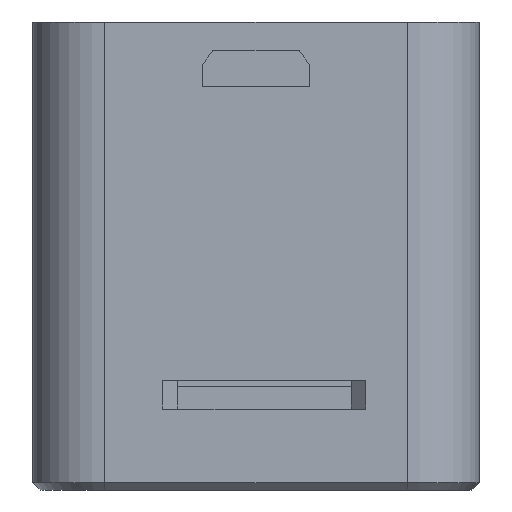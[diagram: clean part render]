
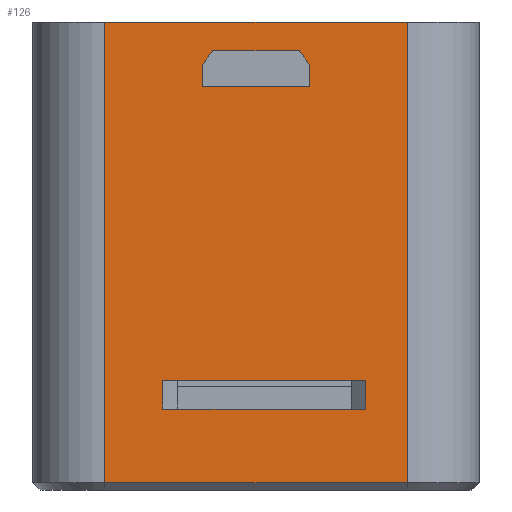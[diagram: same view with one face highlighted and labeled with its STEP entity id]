
A CAD part, front view. The second image highlights one B-rep face of the part: STEP entity #126.
In plain terms, the highlighted planar face has unit normal (0, -1, 0).
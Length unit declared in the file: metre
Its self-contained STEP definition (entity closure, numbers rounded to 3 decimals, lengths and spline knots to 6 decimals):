
#126 = ADVANCED_FACE( '', ( #297, #298, #299 ), #300, .T. );
#297 = FACE_OUTER_BOUND( '', #839, .T. );
#298 = FACE_BOUND( '', #840, .T. );
#299 = FACE_BOUND( '', #841, .T. );
#300 = PLANE( '', #842 );
#839 = EDGE_LOOP( '', ( #1957, #1958, #1959, #1960 ) );
#840 = EDGE_LOOP( '', ( #1961, #1962, #1963, #1964 ) );
#841 = EDGE_LOOP( '', ( #1965, #1966, #1967, #1968, #1969, #1970 ) );
#842 = AXIS2_PLACEMENT_3D( '', #1971, #1972, #1973 );
#1957 = ORIENTED_EDGE( '', *, *, #2496, .T. );
#1958 = ORIENTED_EDGE( '', *, *, #2497, .T. );
#1959 = ORIENTED_EDGE( '', *, *, #2498, .F. );
#1960 = ORIENTED_EDGE( '', *, *, #2499, .T. );
#1961 = ORIENTED_EDGE( '', *, *, #2500, .T. );
#1962 = ORIENTED_EDGE( '', *, *, #2501, .T. );
#1963 = ORIENTED_EDGE( '', *, *, #2502, .T. );
#1964 = ORIENTED_EDGE( '', *, *, #2503, .F. );
#1965 = ORIENTED_EDGE( '', *, *, #2504, .T. );
#1966 = ORIENTED_EDGE( '', *, *, #2505, .T. );
#1967 = ORIENTED_EDGE( '', *, *, #2506, .F. );
#1968 = ORIENTED_EDGE( '', *, *, #2507, .T. );
#1969 = ORIENTED_EDGE( '', *, *, #2466, .T. );
#1970 = ORIENTED_EDGE( '', *, *, #2427, .T. );
#1971 = CARTESIAN_POINT( '', ( 0., 0.0077, 0.011 ) );
#1972 = DIRECTION( '', ( 0., -1., 0. ) );
#1973 = DIRECTION( '', ( -1., 0., 0. ) );
#2427 = EDGE_CURVE( '', #2676, #2681, #2683, .T. );
#2466 = EDGE_CURVE( '', #2744, #2676, #2748, .T. );
#2496 = EDGE_CURVE( '', #2795, #2796, #2797, .T. );
#2497 = EDGE_CURVE( '', #2796, #2798, #2799, .T. );
#2498 = EDGE_CURVE( '', #2800, #2798, #2801, .T. );
#2499 = EDGE_CURVE( '', #2800, #2795, #2802, .T. );
#2500 = EDGE_CURVE( '', #2803, #2804, #2805, .T. );
#2501 = EDGE_CURVE( '', #2804, #2806, #2807, .T. );
#2502 = EDGE_CURVE( '', #2806, #2808, #2809, .T. );
#2503 = EDGE_CURVE( '', #2803, #2808, #2810, .T. );
#2504 = EDGE_CURVE( '', #2681, #2811, #2812, .T. );
#2505 = EDGE_CURVE( '', #2811, #2813, #2814, .T. );
#2506 = EDGE_CURVE( '', #2815, #2813, #2816, .T. );
#2507 = EDGE_CURVE( '', #2815, #2744, #2817, .T. );
#2676 = VERTEX_POINT( '', #3061 );
#2681 = VERTEX_POINT( '', #3068 );
#2683 = LINE( '', #3071, #3072 );
#2744 = VERTEX_POINT( '', #3203 );
#2748 = LINE( '', #3209, #3210 );
#2795 = VERTEX_POINT( '', #3488 );
#2796 = VERTEX_POINT( '', #3489 );
#2797 = LINE( '', #3490, #3491 );
#2798 = VERTEX_POINT( '', #3492 );
#2799 = LINE( '', #3493, #3494 );
#2800 = VERTEX_POINT( '', #3495 );
#2801 = LINE( '', #3496, #3497 );
#2802 = LINE( '', #3498, #3499 );
#2803 = VERTEX_POINT( '', #3500 );
#2804 = VERTEX_POINT( '', #3501 );
#2805 = LINE( '', #3502, #3503 );
#2806 = VERTEX_POINT( '', #3504 );
#2807 = LINE( '', #3505, #3506 );
#2808 = VERTEX_POINT( '', #3507 );
#2809 = LINE( '', #3508, #3509 );
#2810 = LINE( '', #3510, #3511 );
#2811 = VERTEX_POINT( '', #3512 );
#2812 = LINE( '', #3513, #3514 );
#2813 = VERTEX_POINT( '', #3515 );
#2814 = LINE( '', #3516, #3517 );
#2815 = VERTEX_POINT( '', #3518 );
#2816 = LINE( '', #3519, #3520 );
#2817 = LINE( '', #3521, #3522 );
#3061 = CARTESIAN_POINT( '', ( 0.003, 0.0077, 0.009 ) );
#3068 = CARTESIAN_POINT( '', ( 0.00375, 0.0077, 0.008 ) );
#3071 = CARTESIAN_POINT( '', ( 0.00096, 0.0077, 0.01172 ) );
#3072 = VECTOR( '', #4057, 1. );
#3203 = CARTESIAN_POINT( '', ( -0.003, 0.0077, 0.009 ) );
#3209 = CARTESIAN_POINT( '', ( 0., 0.0077, 0.009 ) );
#3210 = VECTOR( '', #4100, 1. );
#3488 = CARTESIAN_POINT( '', ( -0.0105, 0.0077, 0.011 ) );
#3489 = CARTESIAN_POINT( '', ( -0.0105, 0.0077, -0.021 ) );
#3490 = CARTESIAN_POINT( '', ( -0.0105, 0.0077, 0.011 ) );
#3491 = VECTOR( '', #4126, 1. );
#3492 = CARTESIAN_POINT( '', ( 0.0105, 0.0077, -0.021 ) );
#3493 = CARTESIAN_POINT( '', ( 0.0105, 0.0077, -0.021 ) );
#3494 = VECTOR( '', #4127, 1. );
#3495 = CARTESIAN_POINT( '', ( 0.0105, 0.0077, 0.011 ) );
#3496 = CARTESIAN_POINT( '', ( 0.0105, 0.0077, 0.011 ) );
#3497 = VECTOR( '', #4128, 1. );
#3498 = CARTESIAN_POINT( '', ( 0., 0.0077, 0.011 ) );
#3499 = VECTOR( '', #4129, 1. );
#3500 = CARTESIAN_POINT( '', ( 0.007615, 0.0077, -0.013883 ) );
#3501 = CARTESIAN_POINT( '', ( 0.007615, 0.0077, -0.015883 ) );
#3502 = CARTESIAN_POINT( '', ( 0.007615, 0.0077, 0.011 ) );
#3503 = VECTOR( '', #4130, 1. );
#3504 = CARTESIAN_POINT( '', ( -0.006474, 0.0077, -0.015883 ) );
#3505 = CARTESIAN_POINT( '', ( 0., 0.0077, -0.015883 ) );
#3506 = VECTOR( '', #4131, 1. );
#3507 = CARTESIAN_POINT( '', ( -0.006474, 0.0077, -0.013883 ) );
#3508 = CARTESIAN_POINT( '', ( -0.006474, 0.0077, -0.013883 ) );
#3509 = VECTOR( '', #4132, 1. );
#3510 = CARTESIAN_POINT( '', ( 0., 0.0077, -0.013883 ) );
#3511 = VECTOR( '', #4133, 1. );
#3512 = CARTESIAN_POINT( '', ( 0.00375, 0.0077, 0.0065 ) );
#3513 = CARTESIAN_POINT( '', ( 0.00375, 0.0077, 0.011 ) );
#3514 = VECTOR( '', #4134, 1. );
#3515 = CARTESIAN_POINT( '', ( -0.00375, 0.0077, 0.0065 ) );
#3516 = CARTESIAN_POINT( '', ( 0., 0.0077, 0.0065 ) );
#3517 = VECTOR( '', #4135, 1. );
#3518 = CARTESIAN_POINT( '', ( -0.00375, 0.0077, 0.008 ) );
#3519 = CARTESIAN_POINT( '', ( -0.00375, 0.0077, 0.011 ) );
#3520 = VECTOR( '', #4136, 1. );
#3521 = CARTESIAN_POINT( '', ( -0.00096, 0.0077, 0.01172 ) );
#3522 = VECTOR( '', #4137, 1. );
#4057 = DIRECTION( '', ( 0.6, 0., -0.8 ) );
#4100 = DIRECTION( '', ( 1., 0., 0. ) );
#4126 = DIRECTION( '', ( 0., 0., -1. ) );
#4127 = DIRECTION( '', ( 1., 0., 0. ) );
#4128 = DIRECTION( '', ( 0., 0., -1. ) );
#4129 = DIRECTION( '', ( -1., 0., 0. ) );
#4130 = DIRECTION( '', ( 0., 0., -1. ) );
#4131 = DIRECTION( '', ( -1., 0., 0. ) );
#4132 = DIRECTION( '', ( 0., 0., 1. ) );
#4133 = DIRECTION( '', ( -1., 0., 0. ) );
#4134 = DIRECTION( '', ( 0., 0., -1. ) );
#4135 = DIRECTION( '', ( -1., 0., 0. ) );
#4136 = DIRECTION( '', ( 0., 0., -1. ) );
#4137 = DIRECTION( '', ( 0.6, 0., 0.8 ) );
